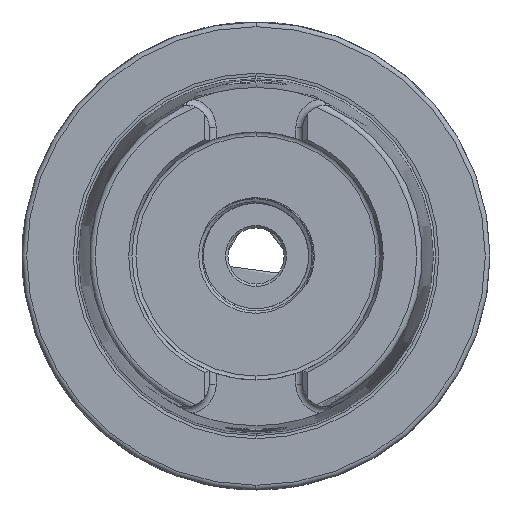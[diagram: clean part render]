
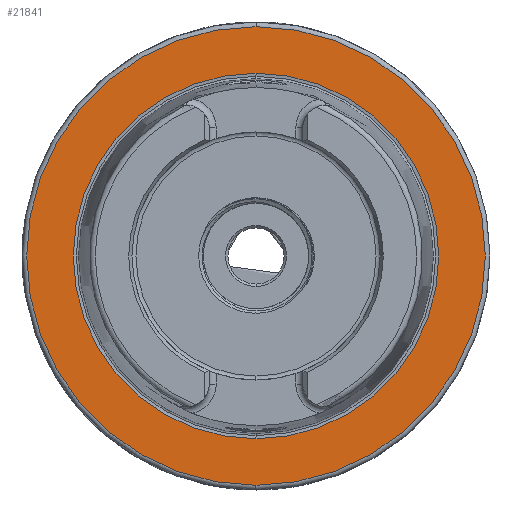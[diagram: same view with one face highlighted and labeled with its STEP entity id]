
A CAD part, left-side view. The second image highlights one B-rep face of the part: STEP entity #21841.
In plain terms, the highlighted planar face has unit normal (-1, 0, 0).
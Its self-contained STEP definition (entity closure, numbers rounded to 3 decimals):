
#1330 = CARTESIAN_POINT ( 'NONE',  ( 0., 0., 0. ) ) ;
#1331 = DIRECTION ( 'NONE',  ( 1., 0., 0. ) ) ;
#1332 = DIRECTION ( 'NONE',  ( 0., 0., -1. ) ) ;
#1333 = CARTESIAN_POINT ( 'NONE',  ( 0., 0., 0. ) ) ;
#1334 = DIRECTION ( 'NONE',  ( -1., 0., 0. ) ) ;
#1335 = DIRECTION ( 'NONE',  ( 0., 0., 1. ) ) ;
#1761 = AXIS2_PLACEMENT_3D ( 'NONE', #12284, #12286, #12288 ) ;
#6147 = ORIENTED_EDGE ( 'NONE', *, *, #19440, .T. ) ;
#6148 = ORIENTED_EDGE ( 'NONE', *, *, #21759, .T. ) ;
#6149 = ORIENTED_EDGE ( 'NONE', *, *, #21758, .T. ) ;
#6150 = ORIENTED_EDGE ( 'NONE', *, *, #19129, .T. ) ;
#6915 = VERTEX_POINT ( 'NONE', #8132 ) ;
#6917 = VERTEX_POINT ( 'NONE', #8133 ) ;
#6935 = VERTEX_POINT ( 'NONE', #8146 ) ;
#6936 = VERTEX_POINT ( 'NONE', #8147 ) ;
#8132 = CARTESIAN_POINT ( 'NONE',  ( 0., 0., -49. ) ) ;
#8133 = CARTESIAN_POINT ( 'NONE',  ( 0., 0., 49. ) ) ;
#8146 = CARTESIAN_POINT ( 'NONE',  ( 0., 0., -39.054 ) ) ;
#8147 = CARTESIAN_POINT ( 'NONE',  ( 0., 0., 39.054 ) ) ;
#10983 = EDGE_LOOP ( 'NONE', ( #6147, #6148 ) ) ;
#10984 = EDGE_LOOP ( 'NONE', ( #6150, #6149 ) ) ;
#12284 = CARTESIAN_POINT ( 'NONE',  ( 0., 0., 0. ) ) ;
#12286 = DIRECTION ( 'NONE',  ( 1., 0., 0. ) ) ;
#12288 = DIRECTION ( 'NONE',  ( 0., 0., -1. ) ) ;
#15368 = PLANE ( 'NONE',  #15439 ) ;
#15369 = CARTESIAN_POINT ( 'NONE',  ( 0., 39.054, 0. ) ) ;
#15370 = DIRECTION ( 'NONE',  ( -1., 0., 0. ) ) ;
#15371 = DIRECTION ( 'NONE',  ( 0., 0., 1. ) ) ;
#15435 = FACE_OUTER_BOUND ( 'NONE', #10983, .T. ) ;
#15438 = FACE_BOUND ( 'NONE', #10984, .T. ) ;
#15439 = AXIS2_PLACEMENT_3D ( 'NONE', #15369, #15370, #15371 ) ;
#16277 = CIRCLE ( 'NONE', #1761, 39.054 ) ;
#16436 = CIRCLE ( 'NONE', #16772, 49. ) ;
#16772 = AXIS2_PLACEMENT_3D ( 'NONE', #18522, #18524, #18526 ) ;
#18522 = CARTESIAN_POINT ( 'NONE',  ( 0., 0., 0. ) ) ;
#18524 = DIRECTION ( 'NONE',  ( -1., 0., 0. ) ) ;
#18526 = DIRECTION ( 'NONE',  ( 0., 0., 1. ) ) ;
#19129 = EDGE_CURVE ( 'NONE', #6936, #6935, #16277, .T. ) ;
#19440 = EDGE_CURVE ( 'NONE', #6917, #6915, #16436, .T. ) ;
#20368 = AXIS2_PLACEMENT_3D ( 'NONE', #1333, #1334, #1335 ) ;
#20369 = AXIS2_PLACEMENT_3D ( 'NONE', #1330, #1331, #1332 ) ;
#21758 = EDGE_CURVE ( 'NONE', #6935, #6936, #22449, .T. ) ;
#21759 = EDGE_CURVE ( 'NONE', #6915, #6917, #22454, .T. ) ;
#21841 = ADVANCED_FACE ( 'NONE', ( #15435, #15438 ), #15368, .T. ) ;
#22449 = CIRCLE ( 'NONE', #20369, 39.054 ) ;
#22454 = CIRCLE ( 'NONE', #20368, 49. ) ;
